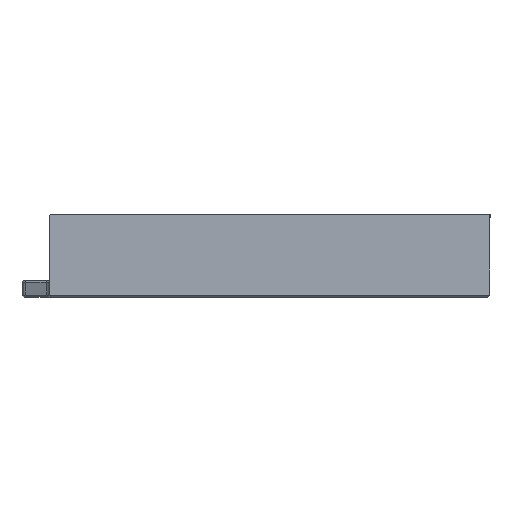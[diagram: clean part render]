
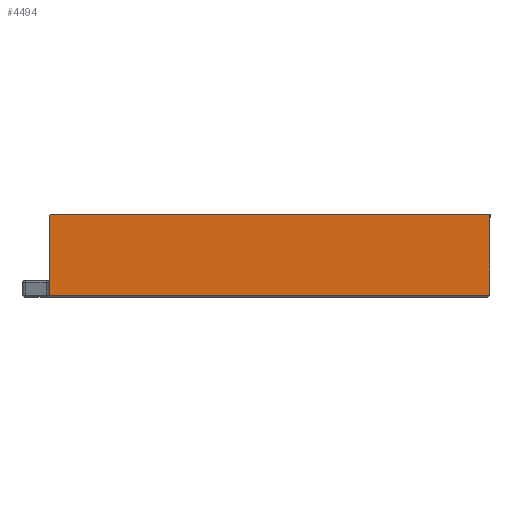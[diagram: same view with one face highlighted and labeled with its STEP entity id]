
A CAD part, front view. The second image highlights one B-rep face of the part: STEP entity #4494.
In plain terms, the highlighted planar face has unit normal (0, -1, 0).
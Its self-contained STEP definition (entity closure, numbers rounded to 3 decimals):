
#162=PLANE('',#4819);
#339=FACE_OUTER_BOUND('',#595,.T.);
#595=EDGE_LOOP('',(#3491,#3492,#3493,#3494,#3495));
#981=LINE('',#6945,#1464);
#1012=LINE('',#7046,#1495);
#1016=LINE('',#7058,#1499);
#1017=LINE('',#7060,#1500);
#1464=VECTOR('',#5553,10.);
#1495=VECTOR('',#5648,10.);
#1499=VECTOR('',#5658,10.);
#1500=VECTOR('',#5659,10.);
#1777=CIRCLE('',#4820,0.3);
#2075=VERTEX_POINT('',#6939);
#2076=VERTEX_POINT('',#6943);
#2098=VERTEX_POINT('',#7045);
#2103=VERTEX_POINT('',#7057);
#2104=VERTEX_POINT('',#7059);
#2581=EDGE_CURVE('',#2076,#2075,#981,.T.);
#2624=EDGE_CURVE('',#2098,#2075,#1012,.T.);
#2630=EDGE_CURVE('',#2076,#2103,#1016,.T.);
#2631=EDGE_CURVE('',#2104,#2103,#1017,.T.);
#2632=EDGE_CURVE('',#2098,#2104,#1777,.T.);
#3491=ORIENTED_EDGE('',*,*,#2581,.F.);
#3492=ORIENTED_EDGE('',*,*,#2630,.T.);
#3493=ORIENTED_EDGE('',*,*,#2631,.F.);
#3494=ORIENTED_EDGE('',*,*,#2632,.F.);
#3495=ORIENTED_EDGE('',*,*,#2624,.T.);
#4494=ADVANCED_FACE('',(#339),#162,.T.);
#4819=AXIS2_PLACEMENT_3D('',#7056,#5656,#5657);
#4820=AXIS2_PLACEMENT_3D('',#7061,#5660,#5661);
#5553=DIRECTION('',(-1.,0.,0.));
#5648=DIRECTION('',(0.,0.,-1.));
#5656=DIRECTION('center_axis',(0.,-1.,0.));
#5657=DIRECTION('ref_axis',(0.,0.,
-1.));
#5658=DIRECTION('',(0.,0.,1.));
#5659=DIRECTION('',(1.,0.,0.));
#5660=DIRECTION('center_axis',(0.,1.,0.));
#5661=DIRECTION('ref_axis',(-0.707,0.,0.707));
#6939=CARTESIAN_POINT('',(-37.4,-20.,0.4));
#6943=CARTESIAN_POINT('',(42.4,-20.,0.4));
#6945=CARTESIAN_POINT('',(-37.4,-20.,0.4));
#7045=CARTESIAN_POINT('',(-37.4,-20.,14.7));
#7046=CARTESIAN_POINT('',(-37.4,-20.,15.));
#7056=CARTESIAN_POINT('Origin',(-37.4,-20.,15.));
#7057=CARTESIAN_POINT('',(42.4,-20.,15.));
#7058=CARTESIAN_POINT('',(42.4,-20.,11.25));
#7059=CARTESIAN_POINT('',(-37.1,-20.,15.));
#7060=CARTESIAN_POINT('',(-37.4,-20.,15.));
#7061=CARTESIAN_POINT('Origin',(-37.1,-20.,14.7));
